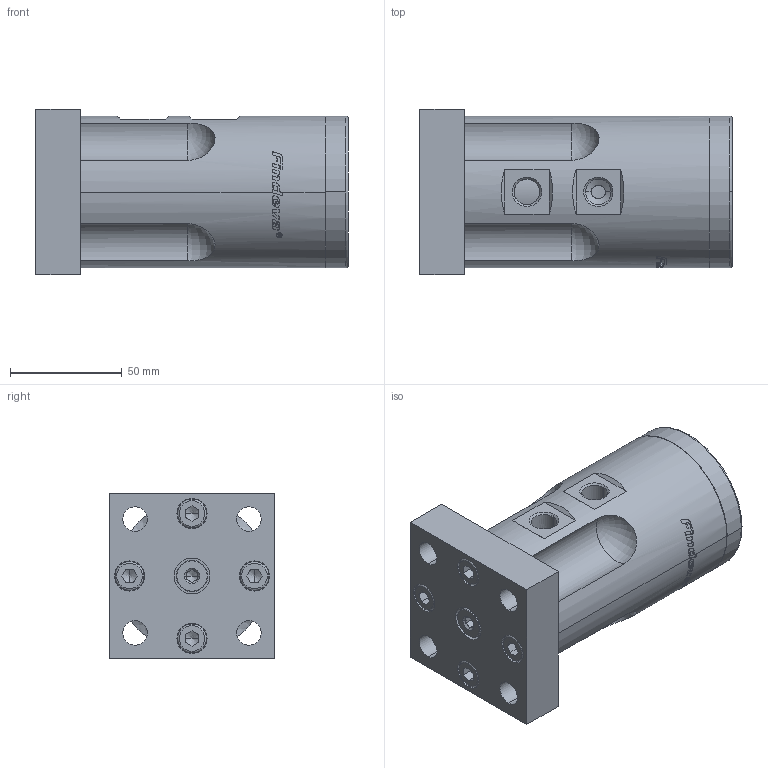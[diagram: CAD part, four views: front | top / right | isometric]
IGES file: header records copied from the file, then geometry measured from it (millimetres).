
Global section: file name: No Iges File Name specified; native system: Autodesk Inventor 2011; preprocessor: AutoDesk Inventor Iges Exporter R2011; author: Petr; date: 20120402.225525; units: millimetre
Bounding box: 140 x 74 x 74 mm (x, y, z)
Volume: 492187.2 mm3; surface area: 56972.3 mm2
Topology: 1 solids, 10 shells, 449 faces, 1153 edges, 754 vertices
Faces by surface type: plane 155, bspline 150, cylinder 74, revolution 38, torus 26, cone 6
